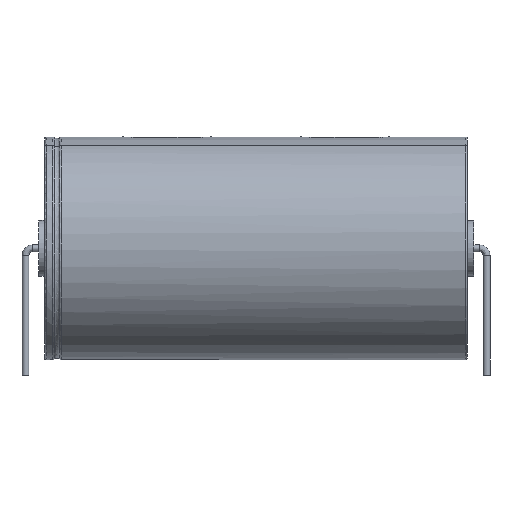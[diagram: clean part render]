
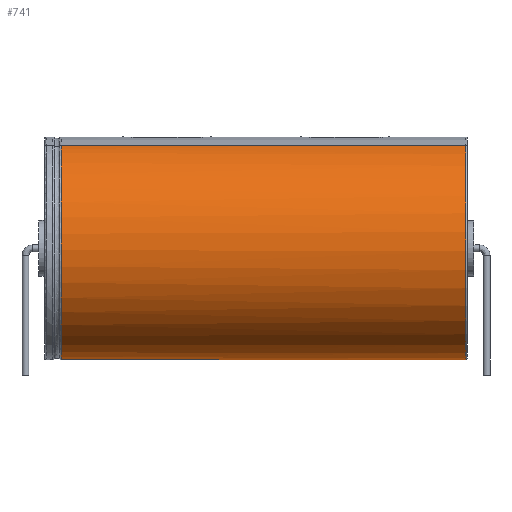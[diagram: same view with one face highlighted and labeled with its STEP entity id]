
A CAD part, front view. The second image highlights one B-rep face of the part: STEP entity #741.
In plain terms, the highlighted cylindrical face has radius 14.5 mm (diameter 29 mm), a partial arc.
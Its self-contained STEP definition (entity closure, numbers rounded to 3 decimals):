
#167=DIRECTION('',(-1.,0.,0.));
#181=DIRECTION('',(0.,0.383,0.924));
#284=VECTOR('',#285,1.);
#285=DIRECTION('',(1.,0.,0.));
#600=VERTEX_POINT('',#601);
#601=CARTESIAN_POINT('',(-25.365,5.549,27.896));
#611=ORIENTED_EDGE('',*,*,#612,.T.);
#612=EDGE_CURVE('',#600,#613,#615,.T.);
#613=VERTEX_POINT('',#614);
#614=CARTESIAN_POINT('',(-25.365,-5.549,27.896));
#615=B_SPLINE_CURVE_WITH_KNOTS('',13,(#616,#617,#618,#619,#620,#621,#622,#623,#624,#625,#626,#627,#628,#629,#630,#631,#632,#633,#634,#635,#636,#637,#638,#639,#640,#641,#642,#643,#644,#645,#646,#647,#648,#649,#650,#651,#652,#653),.UNSPECIFIED.,.F.,.F.,(14,12,12,14),(-3.397,0.,79.718,83.114),.UNSPECIFIED.);
#616=CARTESIAN_POINT('',(-25.365,2.411,29.196));
#617=CARTESIAN_POINT('',(-25.365,2.654,29.095));
#618=CARTESIAN_POINT('',(-25.365,2.897,28.995));
#619=CARTESIAN_POINT('',(-25.365,3.139,28.894));
#620=CARTESIAN_POINT('',(-25.365,3.381,28.794));
#621=CARTESIAN_POINT('',(-25.365,3.623,28.694));
#622=CARTESIAN_POINT('',(-25.365,3.865,28.594));
#623=CARTESIAN_POINT('',(-25.365,4.106,28.494));
#624=CARTESIAN_POINT('',(-25.365,4.348,28.394));
#625=CARTESIAN_POINT('',(-25.365,4.588,28.294));
#626=CARTESIAN_POINT('',(-25.365,4.829,28.194));
#627=CARTESIAN_POINT('',(-25.365,5.069,28.095));
#628=CARTESIAN_POINT('',(-25.365,5.309,27.996));
#629=CARTESIAN_POINT('',(-25.365,11.175,25.566));
#630=CARTESIAN_POINT('',(-25.365,15.821,20.642));
#631=CARTESIAN_POINT('',(-25.365,18.07,13.575));
#632=CARTESIAN_POINT('',(-25.365,16.814,5.724));
#633=CARTESIAN_POINT('',(-25.365,12.001,-0.903));
#634=CARTESIAN_POINT('',(-25.365,4.569,-5.119));
#635=CARTESIAN_POINT('',(-25.365,-4.569,-5.119));
#636=CARTESIAN_POINT('',(-25.365,-12.001,-0.903));
#637=CARTESIAN_POINT('',(-25.365,-16.814,5.724));
#638=CARTESIAN_POINT('',(-25.365,-18.07,13.575));
#639=CARTESIAN_POINT('',(-25.365,-15.821,20.642));
#640=CARTESIAN_POINT('',(-25.365,-11.175,25.566));
#641=CARTESIAN_POINT('',(-25.365,-5.309,27.996));
#642=CARTESIAN_POINT('',(-25.365,-5.069,28.095));
#643=CARTESIAN_POINT('',(-25.365,-4.829,28.194));
#644=CARTESIAN_POINT('',(-25.365,-4.588,28.294));
#645=CARTESIAN_POINT('',(-25.365,-4.348,28.394));
#646=CARTESIAN_POINT('',(-25.365,-4.106,28.494));
#647=CARTESIAN_POINT('',(-25.365,-3.865,28.594));
#648=CARTESIAN_POINT('',(-25.365,-3.623,28.694));
#649=CARTESIAN_POINT('',(-25.365,-3.381,28.794));
#650=CARTESIAN_POINT('',(-25.365,-3.139,28.894));
#651=CARTESIAN_POINT('',(-25.365,-2.897,28.995));
#652=CARTESIAN_POINT('',(-25.365,-2.654,29.095));
#653=CARTESIAN_POINT('',(-25.365,-2.411,29.196));
#741=ADVANCED_FACE('',(#742),#761,.T.);
#742=FACE_BOUND('',#743,.F.);
#743=EDGE_LOOP('',(#744,#611,#750,#756));
#744=ORIENTED_EDGE('',*,*,#745,.F.);
#745=EDGE_CURVE('',#600,#746,#748,.T.);
#746=VERTEX_POINT('',#747);
#747=CARTESIAN_POINT('',(27.3,5.549,27.896));
#748=LINE('',#749,#284);
#749=CARTESIAN_POINT('',(-25.5,5.549,27.896));
#750=ORIENTED_EDGE('',*,*,#751,.T.);
#751=EDGE_CURVE('',#613,#752,#754,.T.);
#752=VERTEX_POINT('',#753);
#753=CARTESIAN_POINT('',(27.3,-5.549,27.896));
#754=LINE('',#755,#284);
#755=CARTESIAN_POINT('',(-25.5,-5.549,27.896));
#756=ORIENTED_EDGE('',*,*,#757,.F.);
#757=EDGE_CURVE('',#746,#752,#758,.T.);
#758=CIRCLE('',#759,14.5);
#759=AXIS2_PLACEMENT_3D('',#760,#167,#181);
#760=CARTESIAN_POINT('',(27.3,0.,14.5));
#761=CYLINDRICAL_SURFACE('',#762,14.5);
#762=AXIS2_PLACEMENT_3D('',#763,#285,#181);
#763=CARTESIAN_POINT('',(-25.5,0.,14.5));
